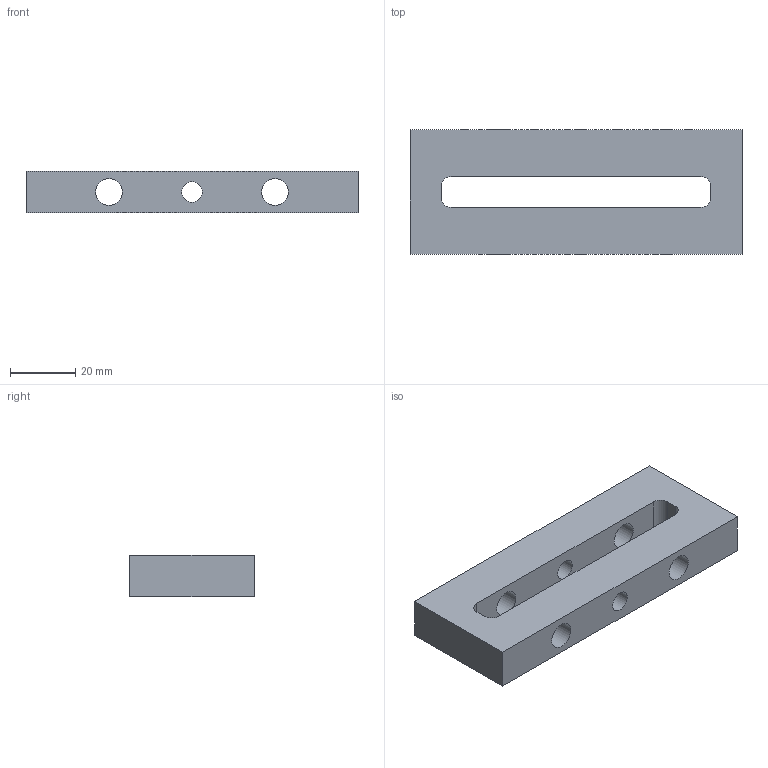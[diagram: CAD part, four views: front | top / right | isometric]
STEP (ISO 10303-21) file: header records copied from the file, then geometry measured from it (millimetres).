
FILE_DESCRIPTION(/* description */ (''),/* implementation_level */ '2;1');
FILE_NAME(/* name */ 'Camera Mount - Assembly_Adjustment Block v2.step',/* time_stamp */ '2020-12-28T18:01:25-05:00',/* author */ (''),/* organization */ (''),/* preprocessor_version */ 'ST-DEVELOPER v18.1',/* originating_system */ 'Autodesk Translation Framework v9.7.1.1290',/* authorisation */ '');
FILE_SCHEMA (('AUTOMOTIVE_DESIGN { 1 0 10303 214 3 1 1 }'));
Length unit declared in the file: inch
Products named in the file (1): Camera Mount - Assembly_Adjustment Block
Bounding box: 101.6 x 38.1 x 12.7 mm (x, y, z)
Volume: 35224.1 mm3; surface area: 13725.4 mm2
Topology: 1 solids, 1 shells, 28 faces, 66 edges, 44 vertices
Faces by surface type: cylinder 14, plane 14
Full cylindrical faces by diameter (mm): 2.375 x4, 6.35 x2, 8.204 x4
Entity records: 881 total; most frequent: DIRECTION 152, CARTESIAN_POINT 139, ORIENTED_EDGE 132, EDGE_CURVE 66, AXIS2_PLACEMENT_3D 57, EDGE_LOOP 46, VERTEX_POINT 44, LINE 38
